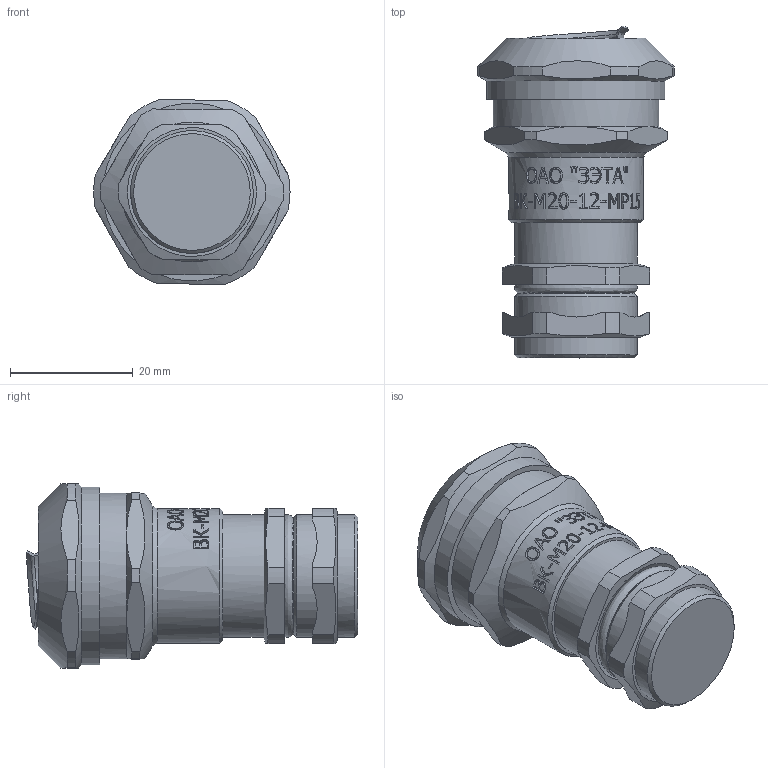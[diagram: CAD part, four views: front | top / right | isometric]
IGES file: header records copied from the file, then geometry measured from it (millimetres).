
Global section: file name: ВК-М20-МР15 (6-12мм); native system: Autodesk Inventor 2015; preprocessor: unknown; author: Борисов Е.В.,,11,0,; ; date: 20160917.185742; units: centimetre
Bounding box: 31.98 x 54.1 x 30.06 mm (x, y, z)
Volume: 22997.4 mm3; surface area: 5894.6 mm2
Topology: 1 solids, 1 shells, 430 faces, 1163 edges, 776 vertices
Faces by surface type: bspline 430
